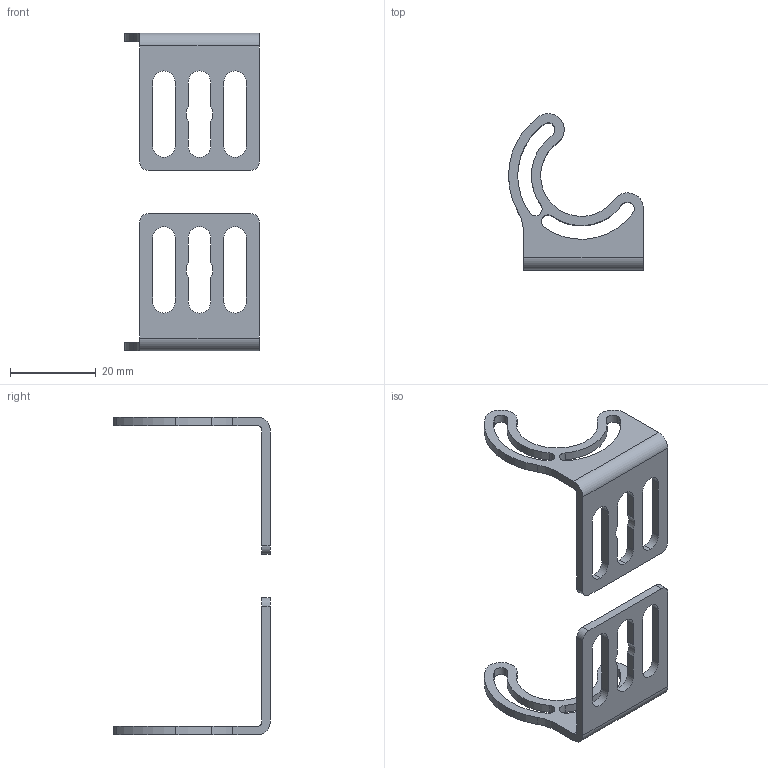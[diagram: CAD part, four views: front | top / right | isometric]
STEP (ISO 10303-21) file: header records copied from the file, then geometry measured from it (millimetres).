
FILE_DESCRIPTION (( 'STEP AP214' ), '1' );
FILE_NAME ('P00R1.STEP', '2025-02-25T17:10:44', ( '' ), ( '' ), 'SwSTEP 2.0', 'SolidWorks 2024', '' );
FILE_SCHEMA (( 'AUTOMOTIVE_DESIGN' ));
Length unit declared in the file: inch
Products named in the file (1): P00R1
Bounding box: 31.51 x 36.49 x 74.16 mm (x, y, z)
Volume: 3824.1 mm3; surface area: 5561.8 mm2
Topology: 2 solids, 2 shells, 96 faces, 276 edges, 184 vertices
Faces by surface type: cylinder 66, plane 30
Entity records: 3290 total; most frequent: DIRECTION 602, CARTESIAN_POINT 557, ORIENTED_EDGE 552, EDGE_CURVE 276, AXIS2_PLACEMENT_3D 229, VERTEX_POINT 184, VECTOR 144, LINE 144
